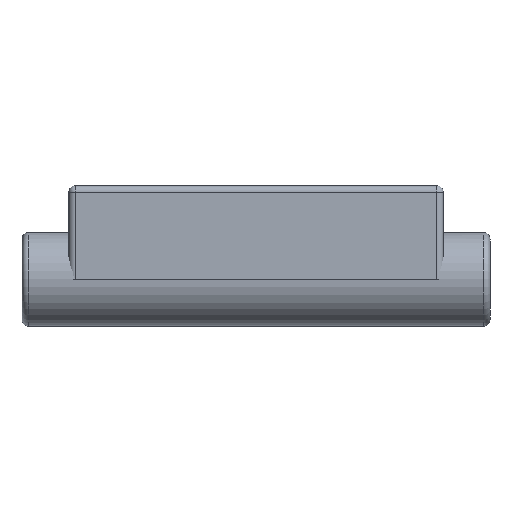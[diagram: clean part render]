
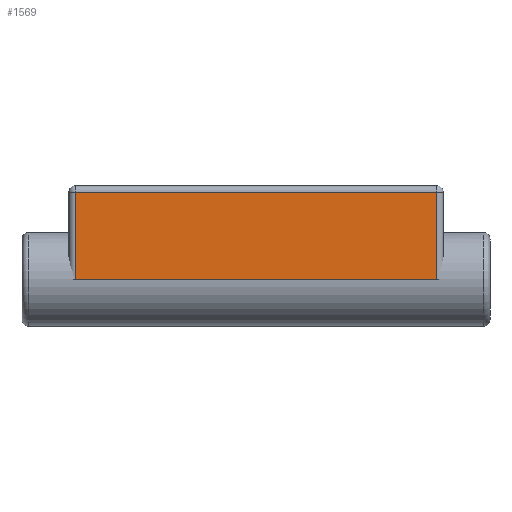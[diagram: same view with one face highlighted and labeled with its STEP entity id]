
A CAD part, top view. The second image highlights one B-rep face of the part: STEP entity #1569.
In plain terms, the highlighted planar face has unit normal (0, 0, 1).
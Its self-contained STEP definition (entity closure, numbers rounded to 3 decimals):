
#77=LINE('',#2749,#171);
#79=LINE('',#2755,#173);
#82=LINE('',#2764,#176);
#89=LINE('',#2781,#183);
#171=VECTOR('',#2094,10.);
#173=VECTOR('',#2100,10.);
#176=VECTOR('',#2111,10.);
#183=VECTOR('',#2130,10.);
#333=PLANE('',#1755);
#400=FACE_OUTER_BOUND('',#522,.T.);
#522=EDGE_LOOP('',(#1248,#1249,#1250,#1251));
#747=VERTEX_POINT('',#2737);
#750=VERTEX_POINT('',#2745);
#751=VERTEX_POINT('',#2751);
#754=VERTEX_POINT('',#2762);
#918=EDGE_CURVE('',#747,#750,#77,.T.);
#921=EDGE_CURVE('',#750,#751,#79,.T.);
#925=EDGE_CURVE('',#754,#747,#82,.T.);
#934=EDGE_CURVE('',#751,#754,#89,.T.);
#1248=ORIENTED_EDGE('',*,*,#921,.F.);
#1249=ORIENTED_EDGE('',*,*,#918,.F.);
#1250=ORIENTED_EDGE('',*,*,#925,.F.);
#1251=ORIENTED_EDGE('',*,*,#934,.F.);
#1569=ADVANCED_FACE('',(#400),#333,.F.);
#1755=AXIS2_PLACEMENT_3D('',#2780,#2128,#2129);
#2094=DIRECTION('',(1.,0.,0.));
#2100=DIRECTION('',(0.,-1.,0.));
#2111=DIRECTION('',(0.,1.,0.));
#2128=DIRECTION('center_axis',(0.,0.,-1.));
#2129=DIRECTION('ref_axis',(0.,1.,0.));
#2130=DIRECTION('',(-1.,0.,0.));
#2737=CARTESIAN_POINT('',(10.7,9.3,5.));
#2745=CARTESIAN_POINT('',(49.3,9.3,5.));
#2749=CARTESIAN_POINT('',(30.,9.3,5.));
#2751=CARTESIAN_POINT('',(49.3,0.,5.));
#2755=CARTESIAN_POINT('',(49.3,5.,5.));
#2762=CARTESIAN_POINT('',(10.7,0.,5.));
#2764=CARTESIAN_POINT('',(10.7,5.,5.));
#2780=CARTESIAN_POINT('Origin',(30.,5.,5.));
#2781=CARTESIAN_POINT('',(30.,0.,5.));
